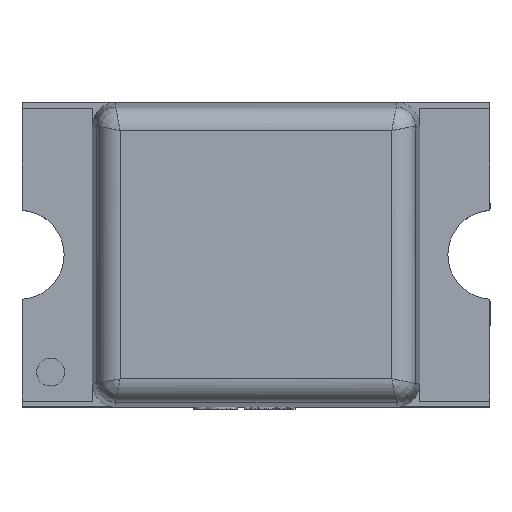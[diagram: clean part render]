
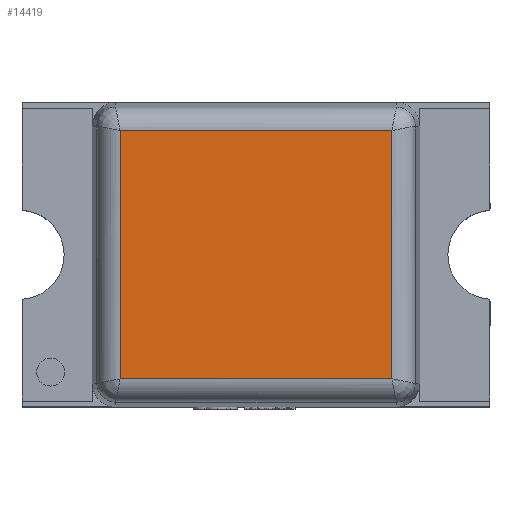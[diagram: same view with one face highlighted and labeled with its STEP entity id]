
A CAD part, top view. The second image highlights one B-rep face of the part: STEP entity #14419.
In plain terms, the highlighted planar face has unit normal (0, 0, 1).
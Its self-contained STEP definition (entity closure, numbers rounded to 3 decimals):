
#153 = VECTOR ( 'NONE', #4726, 1000. ) ;
#676 = CARTESIAN_POINT ( 'NONE',  ( -0.58, -0.53, 0.6 ) ) ;
#739 = CARTESIAN_POINT ( 'NONE',  ( -0.6, 0.53, 0.6 ) ) ;
#1403 = DIRECTION ( 'NONE',  ( 0., -1., 0. ) ) ;
#2676 = DIRECTION ( 'NONE',  ( 0., 1., 0. ) ) ;
#2726 = CARTESIAN_POINT ( 'NONE',  ( -0.58, -0.55, 0.6 ) ) ;
#3201 = CARTESIAN_POINT ( 'NONE',  ( 0.6, -0.53, 0.6 ) ) ;
#3231 = AXIS2_PLACEMENT_3D ( 'NONE', #12576, #15598, #8205 ) ;
#4195 = VERTEX_POINT ( 'NONE', #14155 ) ;
#4228 = LINE ( 'NONE', #10997, #8649 ) ;
#4626 = LINE ( 'NONE', #3201, #153 ) ;
#4726 = DIRECTION ( 'NONE',  ( 1., 0., 0. ) ) ;
#5385 = PLANE ( 'NONE',  #3231 ) ;
#6145 = ORIENTED_EDGE ( 'NONE', *, *, #16764, .T. ) ;
#6874 = ORIENTED_EDGE ( 'NONE', *, *, #14600, .T. ) ;
#7472 = VERTEX_POINT ( 'NONE', #14643 ) ;
#8069 = EDGE_LOOP ( 'NONE', ( #18263, #6145, #9140, #6874 ) ) ;
#8205 = DIRECTION ( 'NONE',  ( 1., 0., 0. ) ) ;
#8601 = VECTOR ( 'NONE', #17860, 1000. ) ;
#8606 = LINE ( 'NONE', #2726, #15346 ) ;
#8649 = VECTOR ( 'NONE', #2676, 1000. ) ;
#9140 = ORIENTED_EDGE ( 'NONE', *, *, #10335, .T. ) ;
#10335 = EDGE_CURVE ( 'NONE', #11930, #18578, #4626, .T. ) ;
#10392 = EDGE_CURVE ( 'NONE', #4195, #7472, #10729, .T. ) ;
#10729 = LINE ( 'NONE', #739, #8601 ) ;
#10997 = CARTESIAN_POINT ( 'NONE',  ( 0.58, 0.55, 0.6 ) ) ;
#11930 = VERTEX_POINT ( 'NONE', #676 ) ;
#12576 = CARTESIAN_POINT ( 'NONE',  ( 0., 0., 0.6 ) ) ;
#13910 = FACE_OUTER_BOUND ( 'NONE', #8069, .T. ) ;
#14155 = CARTESIAN_POINT ( 'NONE',  ( 0.58, 0.53, 0.6 ) ) ;
#14419 = ADVANCED_FACE ( 'NONE', ( #13910 ), #5385, .T. ) ;
#14600 = EDGE_CURVE ( 'NONE', #18578, #4195, #4228, .T. ) ;
#14643 = CARTESIAN_POINT ( 'NONE',  ( -0.58, 0.53, 0.6 ) ) ;
#15346 = VECTOR ( 'NONE', #1403, 1000. ) ;
#15598 = DIRECTION ( 'NONE',  ( 0., 0., 1. ) ) ;
#16764 = EDGE_CURVE ( 'NONE', #7472, #11930, #8606, .T. ) ;
#17860 = DIRECTION ( 'NONE',  ( -1., 0., 0. ) ) ;
#18074 = CARTESIAN_POINT ( 'NONE',  ( 0.58, -0.53, 0.6 ) ) ;
#18263 = ORIENTED_EDGE ( 'NONE', *, *, #10392, .T. ) ;
#18578 = VERTEX_POINT ( 'NONE', #18074 ) ;
